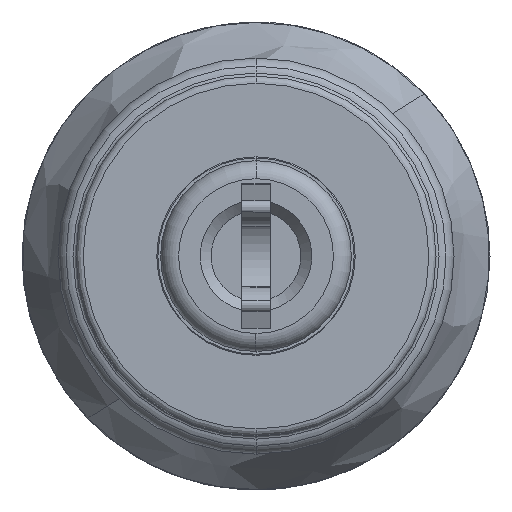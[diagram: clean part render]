
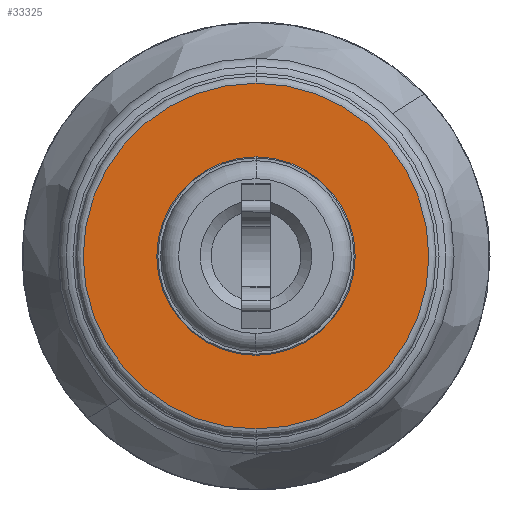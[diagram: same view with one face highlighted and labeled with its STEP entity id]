
A CAD part, left-side view. The second image highlights one B-rep face of the part: STEP entity #33325.
In plain terms, the highlighted planar face has unit normal (-1, 0, 0).
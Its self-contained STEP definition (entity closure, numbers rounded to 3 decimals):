
#1148 = VERTEX_POINT ( 'NONE', #19906 ) ;
#1952 = PLANE ( 'NONE',  #40045 ) ;
#3531 = DIRECTION ( 'NONE',  ( -1., 0., 0. ) ) ;
#5503 = VERTEX_POINT ( 'NONE', #18191 ) ;
#6402 = AXIS2_PLACEMENT_3D ( 'NONE', #26922, #3531, #29885 ) ;
#6418 = EDGE_LOOP ( 'NONE', ( #29286, #33759 ) ) ;
#7307 = EDGE_CURVE ( 'NONE', #5503, #1148, #13769, .T. ) ;
#8531 = DIRECTION ( 'NONE',  ( 0., -1., 0. ) ) ;
#9151 = FACE_BOUND ( 'NONE', #16379, .T. ) ;
#9209 = EDGE_CURVE ( 'NONE', #20270, #20218, #26789, .T. ) ;
#9404 = EDGE_CURVE ( 'NONE', #1148, #5503, #10469, .T. ) ;
#9787 = CARTESIAN_POINT ( 'NONE',  ( 0., 0., 0. ) ) ;
#10469 = CIRCLE ( 'NONE', #32184, 2.75 ) ;
#11501 = CARTESIAN_POINT ( 'NONE',  ( 0., 0., 0. ) ) ;
#13769 = CIRCLE ( 'NONE', #28011, 2.75 ) ;
#14352 = CARTESIAN_POINT ( 'NONE',  ( 0., 4.8, 0. ) ) ;
#15790 = CARTESIAN_POINT ( 'NONE',  ( 0., -4.8, 0. ) ) ;
#16379 = EDGE_LOOP ( 'NONE', ( #19764, #30555 ) ) ;
#17824 = EDGE_CURVE ( 'NONE', #20218, #20270, #19083, .T. ) ;
#18191 = CARTESIAN_POINT ( 'NONE',  ( 0., -2.75, 0. ) ) ;
#19083 = CIRCLE ( 'NONE', #35366, 4.8 ) ;
#19764 = ORIENTED_EDGE ( 'NONE', *, *, #7307, .F. ) ;
#19906 = CARTESIAN_POINT ( 'NONE',  ( 0., 2.75, 0. ) ) ;
#20218 = VERTEX_POINT ( 'NONE', #14352 ) ;
#20270 = VERTEX_POINT ( 'NONE', #15790 ) ;
#21142 = CARTESIAN_POINT ( 'NONE',  ( 0., 0., 0. ) ) ;
#21284 = CARTESIAN_POINT ( 'NONE',  ( 0., 0., 0. ) ) ;
#25539 = FACE_OUTER_BOUND ( 'NONE', #6418, .T. ) ;
#26789 = CIRCLE ( 'NONE', #6402, 4.8 ) ;
#26922 = CARTESIAN_POINT ( 'NONE',  ( 0., 0., 0. ) ) ;
#28011 = AXIS2_PLACEMENT_3D ( 'NONE', #11501, #37014, #28304 ) ;
#28304 = DIRECTION ( 'NONE',  ( 0., -1., 0. ) ) ;
#29146 = DIRECTION ( 'NONE',  ( 0., -1., 0. ) ) ;
#29286 = ORIENTED_EDGE ( 'NONE', *, *, #9209, .T. ) ;
#29885 = DIRECTION ( 'NONE',  ( 0., -1., 0. ) ) ;
#30555 = ORIENTED_EDGE ( 'NONE', *, *, #9404, .F. ) ;
#30924 = DIRECTION ( 'NONE',  ( 0., -1., 0. ) ) ;
#32184 = AXIS2_PLACEMENT_3D ( 'NONE', #9787, #38698, #29146 ) ;
#33325 = ADVANCED_FACE ( 'NONE', ( #9151, #25539 ), #1952, .T. ) ;
#33759 = ORIENTED_EDGE ( 'NONE', *, *, #17824, .T. ) ;
#34102 = DIRECTION ( 'NONE',  ( -1., 0., 0. ) ) ;
#35366 = AXIS2_PLACEMENT_3D ( 'NONE', #21142, #34102, #30924 ) ;
#37014 = DIRECTION ( 'NONE',  ( -1., 0., 0. ) ) ;
#38698 = DIRECTION ( 'NONE',  ( -1., 0., 0. ) ) ;
#40045 = AXIS2_PLACEMENT_3D ( 'NONE', #21284, #41706, #8531 ) ;
#41706 = DIRECTION ( 'NONE',  ( -1., 0., 0. ) ) ;
